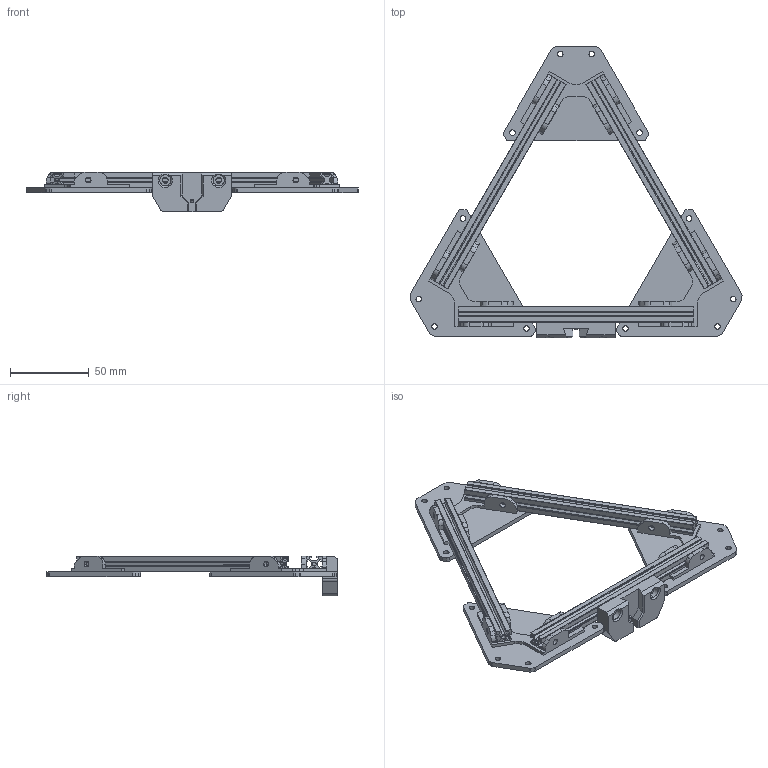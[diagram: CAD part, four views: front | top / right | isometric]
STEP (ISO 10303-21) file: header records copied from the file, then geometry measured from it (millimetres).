
FILE_DESCRIPTION (( 'STEP AP214' ), '1' );
FILE_NAME ('Base Frame ASM2 (1).STEP', '2023-01-15T18:13:52', ( '' ), ( '' ), 'SwSTEP 2.0', 'SolidWorks 2022', '' );
FILE_SCHEMA (( 'AUTOMOTIVE_DESIGN' ));
Length unit declared in the file: millimetre
Products named in the file (6): Base Frame ASM2 (1).STEP; MakerBeam.step.STEP; Base Frame ASM (1).step.STEP; Kaya_Motor_Top_Plate.step.STEP; Base Frame ASM2 (1); Kaya_Pusher_Mount.step.STEP
Assembly tree (9 placements, depth 4):
  Base Frame ASM2 (1)
    Base Frame ASM2 (1).STEP
      Base Frame ASM (1).step.STEP
        MakerBeam.step.STEP  x3
        Kaya_Pusher_Mount.step.STEP
        Kaya_Motor_Top_Plate.step.STEP  x3
Bounding box: 211.12 x 185.44 x 25.2 mm (x, y, z)
Volume: 74818.2 mm3; surface area: 72315.2 mm2
Topology: 7 solids, 7 shells, 541 faces, 1553 edges, 1031 vertices
Faces by surface type: plane 292, cylinder 243, cone 4, sphere 2
Entity records: 7173 total; most frequent: CARTESIAN_POINT 1235, DIRECTION 1231, ORIENTED_EDGE 1200, EDGE_CURVE 600, VECTOR 411, LINE 411, AXIS2_PLACEMENT_3D 410, VERTEX_POINT 398
